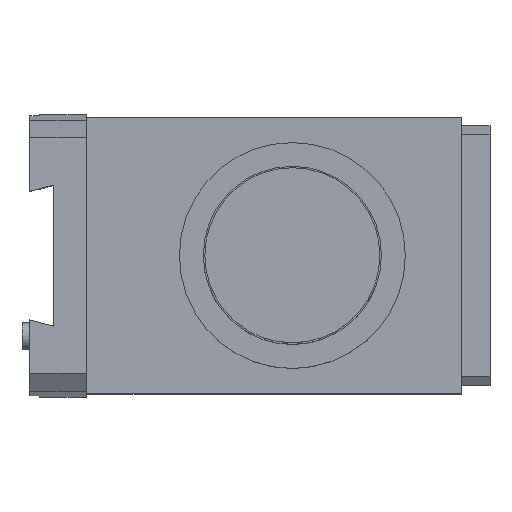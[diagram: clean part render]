
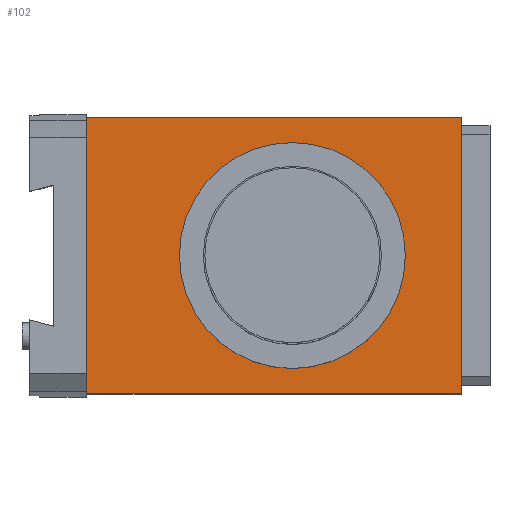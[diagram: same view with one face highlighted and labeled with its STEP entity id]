
A CAD part, top view. The second image highlights one B-rep face of the part: STEP entity #102.
In plain terms, the highlighted planar face has unit normal (0, 0, 1).
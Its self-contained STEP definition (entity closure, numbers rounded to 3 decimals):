
#102=ADVANCED_FACE('',(#390,#391),#153,.F.);
#153=PLANE('',#1003);
#199=LINE('',#1373,#303);
#251=LINE('',#1475,#355);
#257=LINE('',#1486,#361);
#258=LINE('',#1487,#362);
#259=LINE('',#1488,#363);
#260=LINE('',#1489,#364);
#303=VECTOR('',#1102,1.);
#355=VECTOR('',#1180,1.);
#361=VECTOR('',#1188,1.);
#362=VECTOR('',#1189,1.);
#363=VECTOR('',#1190,1.);
#364=VECTOR('',#1191,1.);
#390=FACE_BOUND('',#427,.T.);
#391=FACE_BOUND('',#428,.T.);
#427=EDGE_LOOP('',(#573,#574,#575,#576,#577,#578));
#428=EDGE_LOOP('',(#579));
#573=ORIENTED_EDGE('',*,*,#888,.T.);
#574=ORIENTED_EDGE('',*,*,#894,.F.);
#575=ORIENTED_EDGE('',*,*,#836,.F.);
#576=ORIENTED_EDGE('',*,*,#895,.T.);
#577=ORIENTED_EDGE('',*,*,#896,.T.);
#578=ORIENTED_EDGE('',*,*,#897,.F.);
#579=ORIENTED_EDGE('',*,*,#898,.F.);
#749=VERTEX_POINT('',#1372);
#750=VERTEX_POINT('',#1374);
#779=VERTEX_POINT('',#1455);
#783=VERTEX_POINT('',#1464);
#787=VERTEX_POINT('',#1476);
#788=VERTEX_POINT('',#1477);
#791=VERTEX_POINT('',#1491);
#836=EDGE_CURVE('',#749,#750,#199,.T.);
#888=EDGE_CURVE('',#787,#788,#251,.T.);
#894=EDGE_CURVE('',#750,#788,#257,.T.);
#895=EDGE_CURVE('',#749,#779,#258,.T.);
#896=EDGE_CURVE('',#779,#783,#259,.T.);
#897=EDGE_CURVE('',#787,#783,#260,.T.);
#898=EDGE_CURVE('',#791,#791,#941,.T.);
#941=CIRCLE('',#1002,40.);
#1002=AXIS2_PLACEMENT_3D('',#1490,#1192,#1193);
#1003=AXIS2_PLACEMENT_3D('',#1492,#1194,#1195);
#1102=DIRECTION('',(-1.,0.,0.));
#1180=DIRECTION('',(-1.,0.,0.));
#1188=DIRECTION('',(0.,1.,0.));
#1189=DIRECTION('',(0.,1.,0.));
#1190=DIRECTION('',(0.,1.,0.));
#1191=DIRECTION('',(0.,-1.,0.));
#1192=DIRECTION('',(0.,0.,1.));
#1193=DIRECTION('',(-1.,0.,0.));
#1194=DIRECTION('',(0.,0.,-1.));
#1195=DIRECTION('',(-1.,0.,0.));
#1372=CARTESIAN_POINT('',(60.,-49.,0.));
#1373=CARTESIAN_POINT('',(60.,-49.,0.));
#1374=CARTESIAN_POINT('',(-73.,-49.,0.));
#1455=CARTESIAN_POINT('',(60.,-45.598,0.));
#1464=CARTESIAN_POINT('',(60.,45.598,0.));
#1475=CARTESIAN_POINT('',(60.,49.,0.));
#1476=CARTESIAN_POINT('',(60.,49.,0.));
#1477=CARTESIAN_POINT('',(-73.,49.,0.));
#1486=CARTESIAN_POINT('',(-73.,-49.,0.));
#1487=CARTESIAN_POINT('',(60.,-49.,0.));
#1488=CARTESIAN_POINT('',(60.,-49.,0.));
#1489=CARTESIAN_POINT('',(60.,-49.,0.));
#1490=CARTESIAN_POINT('',(0.,0.,0.));
#1491=CARTESIAN_POINT('',(-40.,0.,0.));
#1492=CARTESIAN_POINT('',(60.,-49.,0.));
